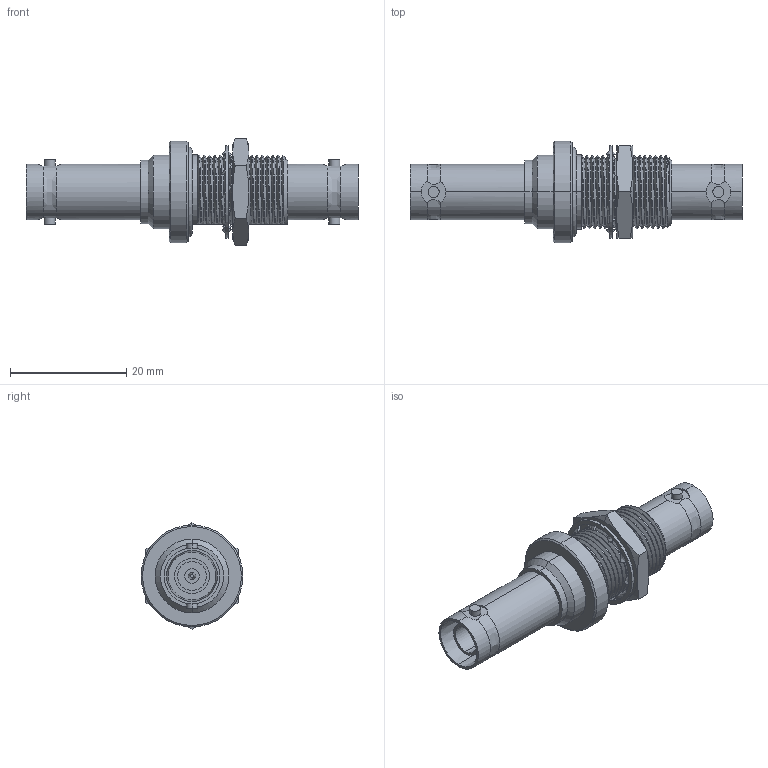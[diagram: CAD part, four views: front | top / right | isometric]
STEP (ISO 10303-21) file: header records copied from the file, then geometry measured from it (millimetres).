
FILE_DESCRIPTION (( 'STEP AP203' ), '1' );
FILE_NAME ('PE9336.step', '2018-05-22T22:53:50', ( '' ), ( '' ), 'SwSTEP 2.0', 'SolidWorks 2017', '' );
FILE_SCHEMA (( 'CONFIG_CONTROL_DESIGN' ));
Length unit declared in the file: inch
Products named in the file (1): PE9336
Bounding box: 57.15 x 17.53 x 18.33 mm (x, y, z)
Volume: 3719.9 mm3; surface area: 6731.3 mm2
Topology: 4 solids, 4 shells, 283 faces, 774 edges, 516 vertices
Faces by surface type: bspline 101, cylinder 95, plane 48, cone 35, torus 4
Entity records: 42698 total; most frequent: CARTESIAN_POINT 36397, ORIENTED_EDGE 1548, DIRECTION 990, EDGE_CURVE 774, VERTEX_POINT 516, AXIS2_PLACEMENT_3D 377, EDGE_LOOP 306, FACE_OUTER_BOUND 283
